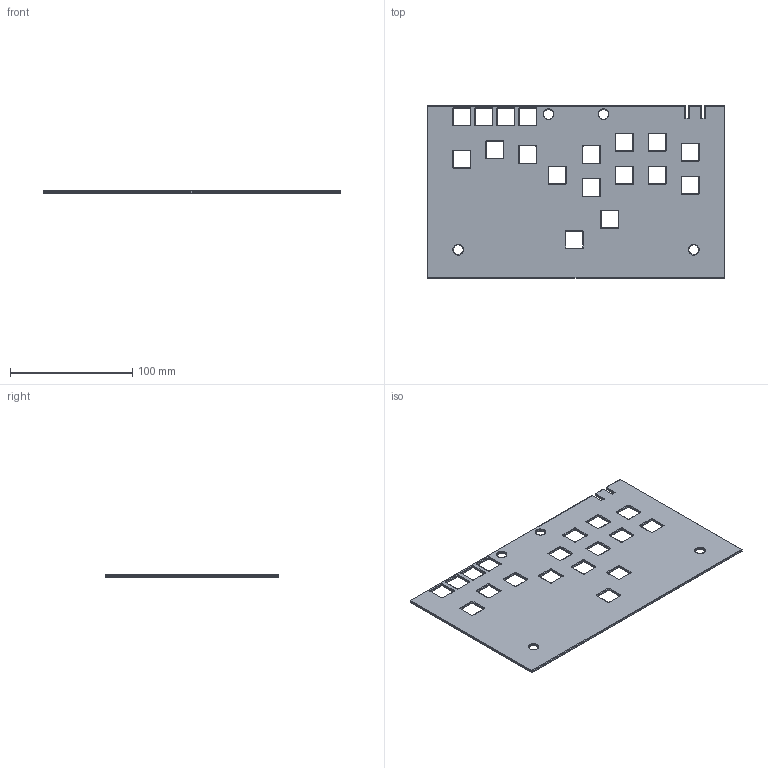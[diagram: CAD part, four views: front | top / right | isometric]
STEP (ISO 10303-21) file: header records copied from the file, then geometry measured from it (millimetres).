
FILE_DESCRIPTION(/* description */ (''),/* implementation_level */ '2;1');
FILE_NAME(/* name */ 'ArtCase-plate.step',/* time_stamp */ '2024-09-03T18:30:22-07:00',/* author */ (''),/* organization */ (''),/* preprocessor_version */ 'ST-DEVELOPER v20',/* originating_system */ 'Autodesk Translation Framework v13.14.0.145',/* authorisation */ '');
FILE_SCHEMA (('AUTOMOTIVE_DESIGN { 1 0 10303 214 3 1 1 }'));
Length unit declared in the file: millimetre
Products named in the file (1): 2025-layer
Bounding box: 243.8 x 141.4 x 2 mm (x, y, z)
Volume: 61236.7 mm3; surface area: 64529.1 mm2
Topology: 1 solids, 1 shells, 518 faces, 1196 edges, 680 vertices
Faces by surface type: cylinder 256, torus 160, plane 86, sphere 16
Full cylindrical faces by diameter (mm): 8 x4
Entity records: 14693 total; most frequent: DIRECTION 2922, CARTESIAN_POINT 2395, ORIENTED_EDGE 2392, AXIS2_PLACEMENT_3D 1207, EDGE_CURVE 1196, CIRCLE 688, VERTEX_POINT 680, EDGE_LOOP 562
